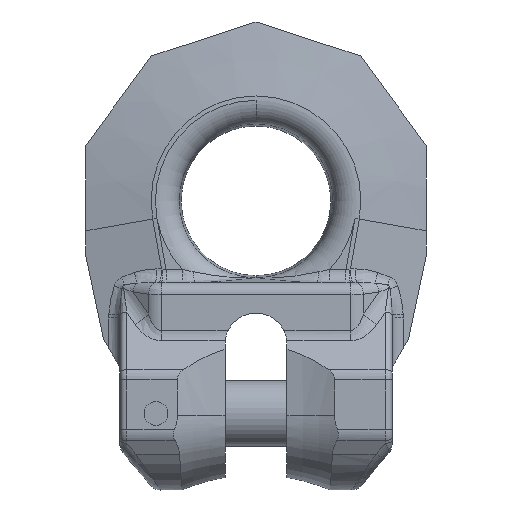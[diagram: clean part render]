
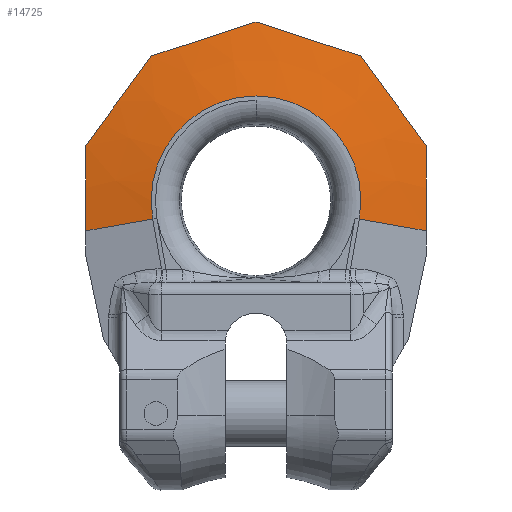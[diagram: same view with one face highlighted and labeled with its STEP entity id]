
A CAD part, front view. The second image highlights one B-rep face of the part: STEP entity #14725.
In plain terms, the highlighted conical face has half-angle 79.5 degrees and reference radius 20.851 mm.
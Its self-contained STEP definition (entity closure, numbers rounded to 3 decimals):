
#5298=DIRECTION('',(-0.968,0.182,-0.171));
#5299=VECTOR('',#5298,10.14);
#5300=CARTESIAN_POINT('',(-15.182,-4.941,
28.573));
#5301=LINE('',#5300,#5299);
#5354=CARTESIAN_POINT('',(0.,-2.927,57.537));
#5355=CARTESIAN_POINT('',(0.855,-2.978,
57.259));
#5356=CARTESIAN_POINT('',(2.566,-3.066,56.703));
#5357=CARTESIAN_POINT('',(5.139,-3.147,55.867));
#5358=CARTESIAN_POINT('',(7.725,-3.174,55.026));
#5359=CARTESIAN_POINT('',(10.312,-3.147,54.186));
#5360=CARTESIAN_POINT('',(12.884,-3.066,53.35));
#5361=CARTESIAN_POINT('',(14.596,-2.978,52.794));
#5362=CARTESIAN_POINT('',(15.451,-2.927,52.516));
#5364=CARTESIAN_POINT('',(15.451,-2.927,52.516));
#5365=CARTESIAN_POINT('',(15.979,-2.978,51.789));
#5366=CARTESIAN_POINT('',(17.037,-3.066,50.333));
#5367=CARTESIAN_POINT('',(18.627,-3.147,48.145));
#5368=CARTESIAN_POINT('',(20.225,-3.174,45.945));
#5369=CARTESIAN_POINT('',(21.824,-3.147,43.744));
#5370=CARTESIAN_POINT('',(23.414,-3.066,41.556));
#5371=CARTESIAN_POINT('',(24.472,-2.978,40.1));
#5372=CARTESIAN_POINT('',(25.,-2.927,39.373));
#5374=CARTESIAN_POINT('',(25.,-2.927,39.373));
#5375=CARTESIAN_POINT('',(25.,-2.974,38.542));
#5376=CARTESIAN_POINT('',(25.,-3.056,36.878));
#5377=CARTESIAN_POINT('',(25.,-3.137,34.378));
#5378=CARTESIAN_POINT('',(25.,-3.172,31.864));
#5379=CARTESIAN_POINT('',(25.,-3.159,29.348));
#5380=CARTESIAN_POINT('',(25.,-3.12,27.677));
#5381=CARTESIAN_POINT('',(25.,-3.094,26.842));
#5383=CARTESIAN_POINT('',(0.,-4.941,31.25));
#5384=DIRECTION('',(0.,1.,0.));
#5385=DIRECTION('',(-0.985,0.,-0.174));
#5386=AXIS2_PLACEMENT_3D('',#5383,#5384,#5385);
#5388=CARTESIAN_POINT('',(-25.,-3.094,26.842));
#5389=CARTESIAN_POINT('',(-25.,-3.12,27.677));
#5390=CARTESIAN_POINT('',(-25.,-3.159,29.348));
#5391=CARTESIAN_POINT('',(-25.,-3.172,31.866));
#5392=CARTESIAN_POINT('',(-25.,-3.137,34.38));
#5393=CARTESIAN_POINT('',(-25.,-3.056,36.88));
#5394=CARTESIAN_POINT('',(-25.,-2.974,38.543));
#5395=CARTESIAN_POINT('',(-25.,-2.927,39.373));
#5397=CARTESIAN_POINT('',(-25.,-2.927,39.373));
#5398=CARTESIAN_POINT('',(-24.472,-2.978,
40.1));
#5399=CARTESIAN_POINT('',(-23.414,-3.066,
41.556));
#5400=CARTESIAN_POINT('',(-21.824,-3.147,
43.744));
#5401=CARTESIAN_POINT('',(-20.225,-3.174,
45.945));
#5402=CARTESIAN_POINT('',(-18.627,-3.147,
48.145));
#5403=CARTESIAN_POINT('',(-17.037,-3.066,
50.333));
#5404=CARTESIAN_POINT('',(-15.979,-2.978,
51.789));
#5405=CARTESIAN_POINT('',(-15.451,-2.927,
52.516));
#5407=CARTESIAN_POINT('',(-15.451,-2.927,
52.516));
#5408=CARTESIAN_POINT('',(-14.596,-2.978,
52.794));
#5409=CARTESIAN_POINT('',(-12.884,-3.066,
53.35));
#5410=CARTESIAN_POINT('',(-10.312,-3.147,
54.186));
#5411=CARTESIAN_POINT('',(-7.725,-3.174,
55.026));
#5412=CARTESIAN_POINT('',(-5.139,-3.147,
55.867));
#5413=CARTESIAN_POINT('',(-2.566,-3.066,
56.703));
#5414=CARTESIAN_POINT('',(-0.855,-2.978,
57.259));
#5415=CARTESIAN_POINT('',(0.,-2.927,57.537));
#5428=DIRECTION('',(0.968,0.182,-0.171));
#5429=VECTOR('',#5428,10.14);
#5430=CARTESIAN_POINT('',(15.182,-4.941,28.573));
#5431=LINE('',#5430,#5429);
#6790=CARTESIAN_POINT('',(15.182,-4.941,28.573));
#6792=VERTEX_POINT('',#6790);
#6795=CARTESIAN_POINT('',(-15.182,-4.941,
28.573));
#6796=VERTEX_POINT('',#6795);
#7281=VERTEX_POINT('',#5354);
#7282=VERTEX_POINT('',#5362);
#7283=VERTEX_POINT('',#5372);
#7284=VERTEX_POINT('',#5381);
#7285=VERTEX_POINT('',#5388);
#7286=VERTEX_POINT('',#5395);
#7287=VERTEX_POINT('',#5405);
#14707=CARTESIAN_POINT('',(0.,-3.934,31.25));
#14708=DIRECTION('',(0.,1.,0.));
#14709=DIRECTION('',(0.,0.,-1.));
#14710=AXIS2_PLACEMENT_3D('',#14707,#14708,#14709);
#14711=CONICAL_SURFACE('',#14710,20.851,79.5);
#14712=ORIENTED_EDGE('',*,*,#8737,.T.);
#14713=ORIENTED_EDGE('',*,*,#8722,.T.);
#14714=ORIENTED_EDGE('',*,*,#8707,.T.);
#14716=ORIENTED_EDGE('',*,*,#14715,.F.);
#14718=ORIENTED_EDGE('',*,*,#14717,.F.);
#14719=ORIENTED_EDGE('',*,*,#14692,.T.);
#14720=ORIENTED_EDGE('',*,*,#8784,.T.);
#14721=ORIENTED_EDGE('',*,*,#8767,.T.);
#14722=ORIENTED_EDGE('',*,*,#8752,.T.);
#14723=EDGE_LOOP('',(#14712,#14713,#14714,#14716,#14718,#14719,#14720,#14721,
#14722));
#14724=FACE_OUTER_BOUND('',#14723,.F.);
#14725=ADVANCED_FACE('',(#14724),#14711,.T.);
#5363=B_SPLINE_CURVE_WITH_KNOTS('',3,(#5354,#5355,#5356,#5357,#5358,#5359,#5360,
#5361,#5362),.UNSPECIFIED.,.F.,.F.,(4,1,1,1,1,1,4),(0.,0.167,
0.333,0.5,0.667,0.833,1.),
.UNSPECIFIED.);
#5373=B_SPLINE_CURVE_WITH_KNOTS('',3,(#5364,#5365,#5366,#5367,#5368,#5369,#5370,
#5371,#5372),.UNSPECIFIED.,.F.,.F.,(4,1,1,1,1,1,4),(0.,0.167,
0.333,0.5,0.667,0.833,1.),
.UNSPECIFIED.);
#5382=B_SPLINE_CURVE_WITH_KNOTS('',3,(#5374,#5375,#5376,#5377,#5378,#5379,#5380,
#5381),.UNSPECIFIED.,.F.,.F.,(4,1,1,1,1,4),(0.,0.2,0.4,0.6,0.8,1.),
.UNSPECIFIED.);
#5387=CIRCLE('',#5386,15.416);
#5396=B_SPLINE_CURVE_WITH_KNOTS('',3,(#5388,#5389,#5390,#5391,#5392,#5393,#5394,
#5395),.UNSPECIFIED.,.F.,.F.,(4,1,1,1,1,4),(0.,0.2,0.4,0.6,0.8,1.),
.UNSPECIFIED.);
#5406=B_SPLINE_CURVE_WITH_KNOTS('',3,(#5397,#5398,#5399,#5400,#5401,#5402,#5403,
#5404,#5405),.UNSPECIFIED.,.F.,.F.,(4,1,1,1,1,1,4),(0.,0.167,
0.333,0.5,0.667,0.833,1.),
.UNSPECIFIED.);
#5416=B_SPLINE_CURVE_WITH_KNOTS('',3,(#5407,#5408,#5409,#5410,#5411,#5412,#5413,
#5414,#5415),.UNSPECIFIED.,.F.,.F.,(4,1,1,1,1,1,4),(0.,0.167,
0.333,0.5,0.667,0.833,1.),
.UNSPECIFIED.);
#8707=EDGE_CURVE('',#7283,#7284,#5382,.T.);
#8722=EDGE_CURVE('',#7282,#7283,#5373,.T.);
#8737=EDGE_CURVE('',#7281,#7282,#5363,.T.);
#8752=EDGE_CURVE('',#7287,#7281,#5416,.T.);
#8767=EDGE_CURVE('',#7286,#7287,#5406,.T.);
#8784=EDGE_CURVE('',#7285,#7286,#5396,.T.);
#14692=EDGE_CURVE('',#6796,#7285,#5301,.T.);
#14715=EDGE_CURVE('',#6792,#7284,#5431,.T.);
#14717=EDGE_CURVE('',#6796,#6792,#5387,.T.);
